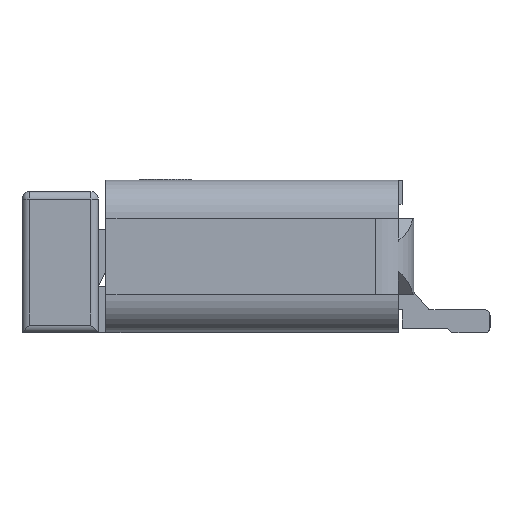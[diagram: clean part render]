
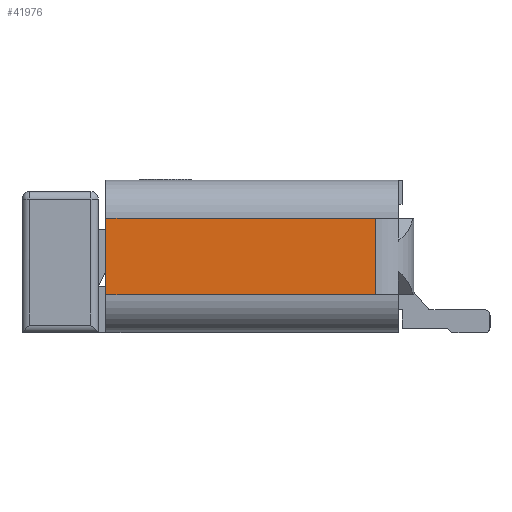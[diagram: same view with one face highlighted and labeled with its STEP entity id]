
A CAD part, left-side view. The second image highlights one B-rep face of the part: STEP entity #41976.
In plain terms, the highlighted planar face has unit normal (-1, 0, 0).
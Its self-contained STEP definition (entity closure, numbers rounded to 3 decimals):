
#360 = FACE_OUTER_BOUND ( 'NONE', #23494, .T. ) ;
#1559 = DIRECTION ( 'NONE',  ( 0., 1., 0. ) ) ;
#2073 = ORIENTED_EDGE ( 'NONE', *, *, #7187, .F. ) ;
#3012 = CARTESIAN_POINT ( 'NONE',  ( 5.55, -8.653, 0.5 ) ) ;
#3240 = LINE ( 'NONE', #42404, #35637 ) ;
#5055 = LINE ( 'NONE', #19343, #13074 ) ;
#6182 = LINE ( 'NONE', #27611, #11278 ) ;
#7187 = EDGE_CURVE ( 'NONE', #22076, #22003, #6182, .T. ) ;
#9037 = ORIENTED_EDGE ( 'NONE', *, *, #33322, .F. ) ;
#9082 = AXIS2_PLACEMENT_3D ( 'NONE', #32511, #29473, #29692 ) ;
#11103 = CARTESIAN_POINT ( 'NONE',  ( 5.55, -5.695, 0.5 ) ) ;
#11278 = VECTOR ( 'NONE', #33319, 1000. ) ;
#13074 = VECTOR ( 'NONE', #1559, 1000. ) ;
#15300 = PLANE ( 'NONE',  #9082 ) ;
#18907 = ORIENTED_EDGE ( 'NONE', *, *, #41048, .F. ) ;
#19157 = VERTEX_POINT ( 'NONE', #32209 ) ;
#19343 = CARTESIAN_POINT ( 'NONE',  ( 5.55, -8.653, 1.5 ) ) ;
#20954 = ORIENTED_EDGE ( 'NONE', *, *, #28526, .T. ) ;
#22003 = VERTEX_POINT ( 'NONE', #11103 ) ;
#22076 = VERTEX_POINT ( 'NONE', #39988 ) ;
#23494 = EDGE_LOOP ( 'NONE', ( #2073, #20954, #9037, #18907 ) ) ;
#27076 = VECTOR ( 'NONE', #31685, 1000. ) ;
#27449 = DIRECTION ( 'NONE',  ( 0., 0., 1. ) ) ;
#27611 = CARTESIAN_POINT ( 'NONE',  ( 5.55, -5.695, 1.5 ) ) ;
#28526 = EDGE_CURVE ( 'NONE', #22076, #19157, #5055, .T. ) ;
#29473 = DIRECTION ( 'NONE',  ( 1., 0., 0. ) ) ;
#29692 = DIRECTION ( 'NONE',  ( 0., -1., 0. ) ) ;
#31685 = DIRECTION ( 'NONE',  ( 0., 1., 0. ) ) ;
#32209 = CARTESIAN_POINT ( 'NONE',  ( 5.55, -2.165, 1.5 ) ) ;
#32511 = CARTESIAN_POINT ( 'NONE',  ( 5.55, -8.653, 0. ) ) ;
#33319 = DIRECTION ( 'NONE',  ( 0., 0., -1. ) ) ;
#33322 = EDGE_CURVE ( 'NONE', #40762, #19157, #3240, .T. ) ;
#35173 = LINE ( 'NONE', #3012, #27076 ) ;
#35637 = VECTOR ( 'NONE', #27449, 1000. ) ;
#39988 = CARTESIAN_POINT ( 'NONE',  ( 5.55, -5.695, 1.5 ) ) ;
#40364 = CARTESIAN_POINT ( 'NONE',  ( 5.55, -2.165, 0.5 ) ) ;
#40762 = VERTEX_POINT ( 'NONE', #40364 ) ;
#41048 = EDGE_CURVE ( 'NONE', #22003, #40762, #35173, .T. ) ;
#41976 = ADVANCED_FACE ( 'NONE', ( #360 ), #15300, .F. ) ;
#42404 = CARTESIAN_POINT ( 'NONE',  ( 5.55, -2.165, 0. ) ) ;
